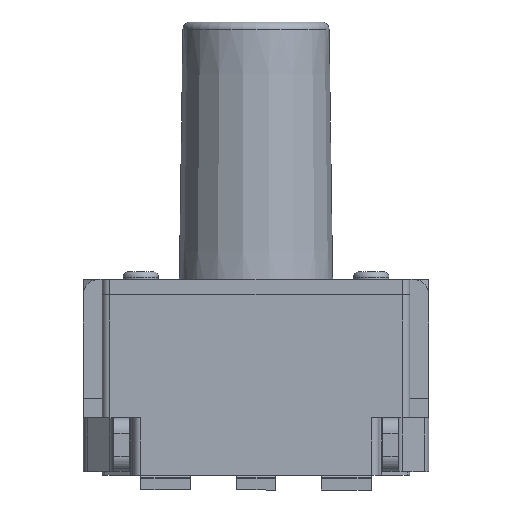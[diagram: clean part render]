
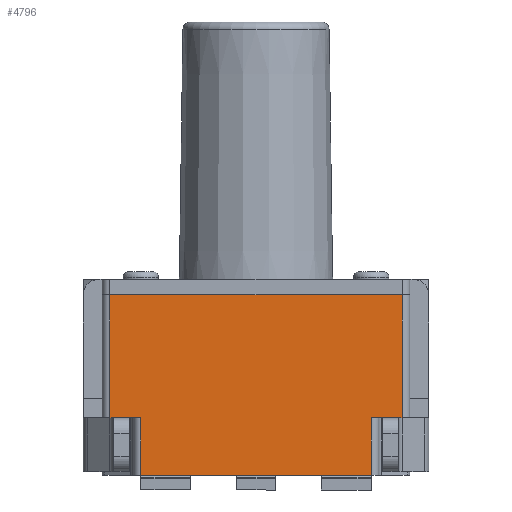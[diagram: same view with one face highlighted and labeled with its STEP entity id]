
A CAD part, front view. The second image highlights one B-rep face of the part: STEP entity #4796.
In plain terms, the highlighted planar face has unit normal (0, -1, 0).
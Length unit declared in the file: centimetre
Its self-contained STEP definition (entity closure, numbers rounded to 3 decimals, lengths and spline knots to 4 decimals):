
#214=LINE('',#7150,#691);
#394=LINE('',#7620,#871);
#483=LINE('',#7865,#960);
#513=LINE('',#7966,#990);
#514=LINE('',#7969,#991);
#515=LINE('',#7971,#992);
#516=LINE('',#7972,#993);
#517=LINE('',#7973,#994);
#691=VECTOR('',#5604,1.);
#871=VECTOR('',#6072,1.);
#960=VECTOR('',#6315,1.);
#990=VECTOR('',#6435,1.);
#991=VECTOR('',#6438,1.);
#992=VECTOR('',#6439,1.);
#993=VECTOR('',#6440,1.);
#994=VECTOR('',#6441,1.);
#1276=FACE_OUTER_BOUND('',#1551,.T.);
#1551=EDGE_LOOP('',(#4030,#4031,#4032,#4033,#4034,#4035,#4036,#4037));
#1995=VERTEX_POINT('',#7145);
#1996=VERTEX_POINT('',#7149);
#2135=VERTEX_POINT('',#7617);
#2136=VERTEX_POINT('',#7619);
#2214=VERTEX_POINT('',#7862);
#2215=VERTEX_POINT('',#7864);
#2242=VERTEX_POINT('',#7968);
#2243=VERTEX_POINT('',#7970);
#2465=EDGE_CURVE('',#1996,#1995,#214,.T.);
#2701=EDGE_CURVE('',#2135,#2136,#394,.T.);
#2825=EDGE_CURVE('',#2214,#2215,#483,.T.);
#2877=EDGE_CURVE('',#1996,#2135,#513,.T.);
#2878=EDGE_CURVE('',#2242,#1995,#514,.T.);
#2879=EDGE_CURVE('',#2243,#2242,#515,.T.);
#2880=EDGE_CURVE('',#2215,#2243,#516,.T.);
#2881=EDGE_CURVE('',#2136,#2214,#517,.T.);
#4030=ORIENTED_EDGE('',*,*,#2877,.F.);
#4031=ORIENTED_EDGE('',*,*,#2465,.T.);
#4032=ORIENTED_EDGE('',*,*,#2878,.F.);
#4033=ORIENTED_EDGE('',*,*,#2879,.F.);
#4034=ORIENTED_EDGE('',*,*,#2880,.F.);
#4035=ORIENTED_EDGE('',*,*,#2825,.F.);
#4036=ORIENTED_EDGE('',*,*,#2881,.F.);
#4037=ORIENTED_EDGE('',*,*,#2701,.F.);
#4579=PLANE('',#5226);
#4796=ADVANCED_FACE('',(#1276),#4579,.T.);
#5226=AXIS2_PLACEMENT_3D('',#7967,#6436,#6437);
#5604=DIRECTION('',(-1.,0.,0.));
#6072=DIRECTION('',(-1.,0.,0.));
#6315=DIRECTION('',(-1.,0.,0.));
#6435=DIRECTION('',(0.,0.,-1.));
#6436=DIRECTION('center_axis',(0.,-1.,0.));
#6437=DIRECTION('ref_axis',(0.,0.,
1.));
#6438=DIRECTION('',(0.,0.,1.));
#6439=DIRECTION('',(-1.,0.,0.));
#6440=DIRECTION('',(0.,0.,1.));
#6441=DIRECTION('',(0.,0.,-1.));
#7145=CARTESIAN_POINT('',(-0.19,-0.16,0.235));
#7149=CARTESIAN_POINT('',(0.19,-0.16,0.235));
#7150=CARTESIAN_POINT('',(0.2,-0.16,0.235));
#7617=CARTESIAN_POINT('',(0.19,-0.16,0.075));
#7619=CARTESIAN_POINT('',(0.15,-0.16,0.075));
#7620=CARTESIAN_POINT('',(0.1914,-0.16,0.075));
#7862=CARTESIAN_POINT('',(0.15,-0.16,0.));
#7864=CARTESIAN_POINT('',(-0.15,-0.16,0.));
#7865=CARTESIAN_POINT('',(0.2,-0.16,0.));
#7966=CARTESIAN_POINT('',(0.19,-0.16,0.));
#7967=CARTESIAN_POINT('Origin',(0.2,-0.16,0.));
#7968=CARTESIAN_POINT('',(-0.19,-0.16,0.075));
#7969=CARTESIAN_POINT('',(-0.19,-0.16,0.));
#7970=CARTESIAN_POINT('',(-0.15,-0.16,0.075));
#7971=CARTESIAN_POINT('',(0.0086,-0.16,0.075));
#7972=CARTESIAN_POINT('',(-0.15,-0.16,0.));
#7973=CARTESIAN_POINT('',(0.15,-0.16,0.));
